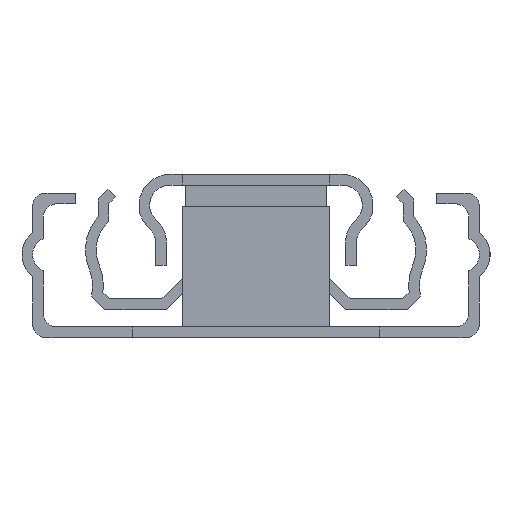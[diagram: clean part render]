
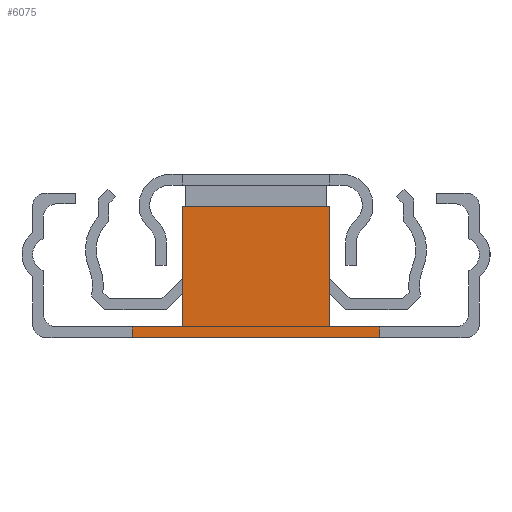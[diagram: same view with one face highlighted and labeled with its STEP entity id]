
A CAD part, left-side view. The second image highlights one B-rep face of the part: STEP entity #6075.
In plain terms, the highlighted planar face has unit normal (-1, 0, 0).
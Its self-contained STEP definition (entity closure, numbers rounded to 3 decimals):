
#69 = LINE ( 'NONE', #5865, #4379 ) ;
#111 = DIRECTION ( 'NONE',  ( 0., 0., -1. ) ) ;
#239 = CARTESIAN_POINT ( 'NONE',  ( -390.2, -5.5, 9. ) ) ;
#253 = EDGE_CURVE ( 'NONE', #6210, #1432, #6166, .T. ) ;
#372 = DIRECTION ( 'NONE',  ( 0., -1., 0. ) ) ;
#423 = EDGE_CURVE ( 'NONE', #1432, #8276, #7850, .T. ) ;
#544 = CARTESIAN_POINT ( 'NONE',  ( -390.2, 0., 0. ) ) ;
#551 = CARTESIAN_POINT ( 'NONE',  ( -390.2, 0., -0.8 ) ) ;
#589 = ORIENTED_EDGE ( 'NONE', *, *, #6287, .T. ) ;
#662 = LINE ( 'NONE', #3279, #2086 ) ;
#926 = CARTESIAN_POINT ( 'NONE',  ( -390.2, 0., 9.2 ) ) ;
#1066 = CARTESIAN_POINT ( 'NONE',  ( -390.2, 5.5, 0. ) ) ;
#1326 = VERTEX_POINT ( 'NONE', #7144 ) ;
#1341 = EDGE_LOOP ( 'NONE', ( #6138, #2728, #3474, #4516, #6191, #6816, #589, #3988 ) ) ;
#1363 = VERTEX_POINT ( 'NONE', #1540 ) ;
#1432 = VERTEX_POINT ( 'NONE', #2975 ) ;
#1540 = CARTESIAN_POINT ( 'NONE',  ( -390.2, 9.25, 0. ) ) ;
#1560 = DIRECTION ( 'NONE',  ( 1., 0., 0. ) ) ;
#1755 = EDGE_CURVE ( 'NONE', #3875, #1363, #7615, .T. ) ;
#2086 = VECTOR ( 'NONE', #3320, 1000. ) ;
#2337 = CARTESIAN_POINT ( 'NONE',  ( -390.2, -9.25, 9.2 ) ) ;
#2728 = ORIENTED_EDGE ( 'NONE', *, *, #423, .F. ) ;
#2829 = DIRECTION ( 'NONE',  ( 0., 0., -1. ) ) ;
#2975 = CARTESIAN_POINT ( 'NONE',  ( -390.2, -5.5, 9. ) ) ;
#3132 = VECTOR ( 'NONE', #7466, 1000. ) ;
#3168 = LINE ( 'NONE', #551, #4852 ) ;
#3279 = CARTESIAN_POINT ( 'NONE',  ( -390.2, 0., 0. ) ) ;
#3320 = DIRECTION ( 'NONE',  ( 0., 1., 0. ) ) ;
#3388 = DIRECTION ( 'NONE',  ( 0., 0., -1. ) ) ;
#3474 = ORIENTED_EDGE ( 'NONE', *, *, #253, .F. ) ;
#3659 = CARTESIAN_POINT ( 'NONE',  ( -390.2, 5.5, 9. ) ) ;
#3784 = DIRECTION ( 'NONE',  ( 0., -1., 0. ) ) ;
#3875 = VERTEX_POINT ( 'NONE', #1066 ) ;
#3988 = ORIENTED_EDGE ( 'NONE', *, *, #6940, .F. ) ;
#4017 = VERTEX_POINT ( 'NONE', #5018 ) ;
#4210 = DIRECTION ( 'NONE',  ( 0., 0., -1. ) ) ;
#4268 = VECTOR ( 'NONE', #372, 1000. ) ;
#4379 = VECTOR ( 'NONE', #111, 1000. ) ;
#4516 = ORIENTED_EDGE ( 'NONE', *, *, #5508, .T. ) ;
#4852 = VECTOR ( 'NONE', #3784, 1000. ) ;
#4861 = CARTESIAN_POINT ( 'NONE',  ( -390.2, -5.5, 0. ) ) ;
#4992 = EDGE_CURVE ( 'NONE', #1363, #4017, #69, .T. ) ;
#5018 = CARTESIAN_POINT ( 'NONE',  ( -390.2, 9.25, -0.8 ) ) ;
#5381 = AXIS2_PLACEMENT_3D ( 'NONE', #926, #1560, #4210 ) ;
#5430 = CARTESIAN_POINT ( 'NONE',  ( -390.2, 5.5, 9. ) ) ;
#5508 = EDGE_CURVE ( 'NONE', #6210, #3875, #6021, .T. ) ;
#5794 = DIRECTION ( 'NONE',  ( 0., 1., 0. ) ) ;
#5865 = CARTESIAN_POINT ( 'NONE',  ( -390.2, 9.25, 9.2 ) ) ;
#5912 = VECTOR ( 'NONE', #2829, 1000. ) ;
#5966 = VECTOR ( 'NONE', #5794, 1000. ) ;
#6021 = LINE ( 'NONE', #5430, #5912 ) ;
#6075 = ADVANCED_FACE ( 'NONE', ( #8044 ), #6646, .F. ) ;
#6138 = ORIENTED_EDGE ( 'NONE', *, *, #8133, .T. ) ;
#6166 = LINE ( 'NONE', #7390, #4268 ) ;
#6191 = ORIENTED_EDGE ( 'NONE', *, *, #1755, .T. ) ;
#6210 = VERTEX_POINT ( 'NONE', #3659 ) ;
#6285 = VECTOR ( 'NONE', #3388, 1000. ) ;
#6287 = EDGE_CURVE ( 'NONE', #4017, #7203, #3168, .T. ) ;
#6558 = CARTESIAN_POINT ( 'NONE',  ( -390.2, -9.25, -0.8 ) ) ;
#6646 = PLANE ( 'NONE',  #5381 ) ;
#6816 = ORIENTED_EDGE ( 'NONE', *, *, #4992, .T. ) ;
#6940 = EDGE_CURVE ( 'NONE', #1326, #7203, #8053, .T. ) ;
#7144 = CARTESIAN_POINT ( 'NONE',  ( -390.2, -9.25, 0. ) ) ;
#7203 = VERTEX_POINT ( 'NONE', #6558 ) ;
#7390 = CARTESIAN_POINT ( 'NONE',  ( -390.2, 5.5, 9. ) ) ;
#7466 = DIRECTION ( 'NONE',  ( 0., 0., -1. ) ) ;
#7615 = LINE ( 'NONE', #544, #5966 ) ;
#7850 = LINE ( 'NONE', #239, #6285 ) ;
#8044 = FACE_OUTER_BOUND ( 'NONE', #1341, .T. ) ;
#8053 = LINE ( 'NONE', #2337, #3132 ) ;
#8133 = EDGE_CURVE ( 'NONE', #1326, #8276, #662, .T. ) ;
#8276 = VERTEX_POINT ( 'NONE', #4861 ) ;
